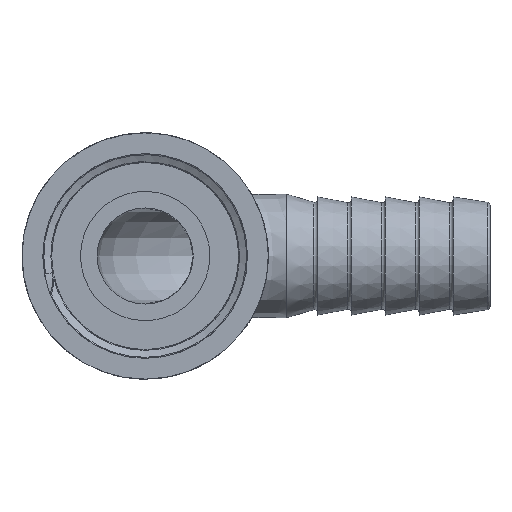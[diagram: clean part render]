
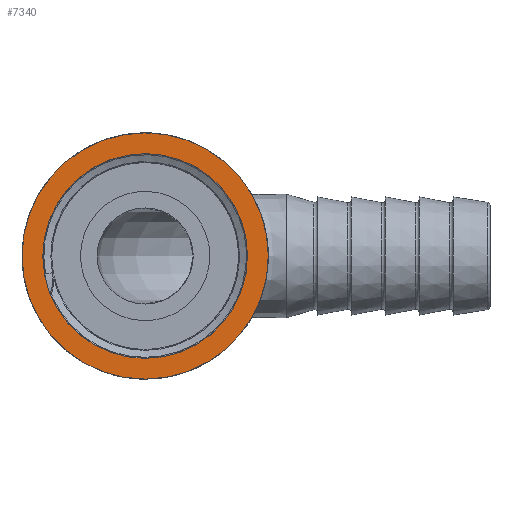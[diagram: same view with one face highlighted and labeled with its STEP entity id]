
A CAD part, front view. The second image highlights one B-rep face of the part: STEP entity #7340.
In plain terms, the highlighted face is planar.
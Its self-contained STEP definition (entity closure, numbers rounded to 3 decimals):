
#41 = EDGE_CURVE ( 'NONE', #7772, #7772, #149, .T. ) ;
#149 = CIRCLE ( 'NONE', #172, 16.624 ) ;
#172 = AXIS2_PLACEMENT_3D ( 'NONE', #6648, #6649, #6650 ) ;
#2483 = CIRCLE ( 'NONE', #2488, 20. ) ;
#2488 = AXIS2_PLACEMENT_3D ( 'NONE', #7669, #7670, #7671 ) ;
#2506 = EDGE_LOOP ( 'NONE', ( #2723 ) ) ;
#2517 = ORIENTED_EDGE ( 'NONE', *, *, #7480, .T. ) ;
#2614 = AXIS2_PLACEMENT_3D ( 'NONE', #5558, #5570, #5571 ) ;
#2649 = EDGE_LOOP ( 'NONE', ( #2517 ) ) ;
#2723 = ORIENTED_EDGE ( 'NONE', *, *, #41, .F. ) ;
#5558 = CARTESIAN_POINT ( 'NONE',  ( 0., 0., -16.624 ) ) ;
#5563 = FACE_OUTER_BOUND ( 'NONE', #2649, .T. ) ;
#5567 = FACE_BOUND ( 'NONE', #2506, .T. ) ;
#5568 = PLANE ( 'NONE',  #2614 ) ;
#5570 = DIRECTION ( 'NONE',  ( 1., 0., 0. ) ) ;
#5571 = DIRECTION ( 'NONE',  ( 0., 0., -1. ) ) ;
#6648 = CARTESIAN_POINT ( 'NONE',  ( 0., 0., 0. ) ) ;
#6649 = DIRECTION ( 'NONE',  ( -1., 0., 0. ) ) ;
#6650 = DIRECTION ( 'NONE',  ( 0., 0., 1. ) ) ;
#7340 = ADVANCED_FACE ( 'NONE', ( #5567, #5563 ), #5568, .F. ) ;
#7480 = EDGE_CURVE ( 'NONE', #7820, #7820, #2483, .T. ) ;
#7669 = CARTESIAN_POINT ( 'NONE',  ( 0., 0., 0. ) ) ;
#7670 = DIRECTION ( 'NONE',  ( -1., 0., 0. ) ) ;
#7671 = DIRECTION ( 'NONE',  ( 0., 0., 1. ) ) ;
#7772 = VERTEX_POINT ( 'NONE', #7775 ) ;
#7775 = CARTESIAN_POINT ( 'NONE',  ( 0., 0., 16.624 ) ) ;
#7820 = VERTEX_POINT ( 'NONE', #7822 ) ;
#7822 = CARTESIAN_POINT ( 'NONE',  ( 0., 0., 20. ) ) ;
